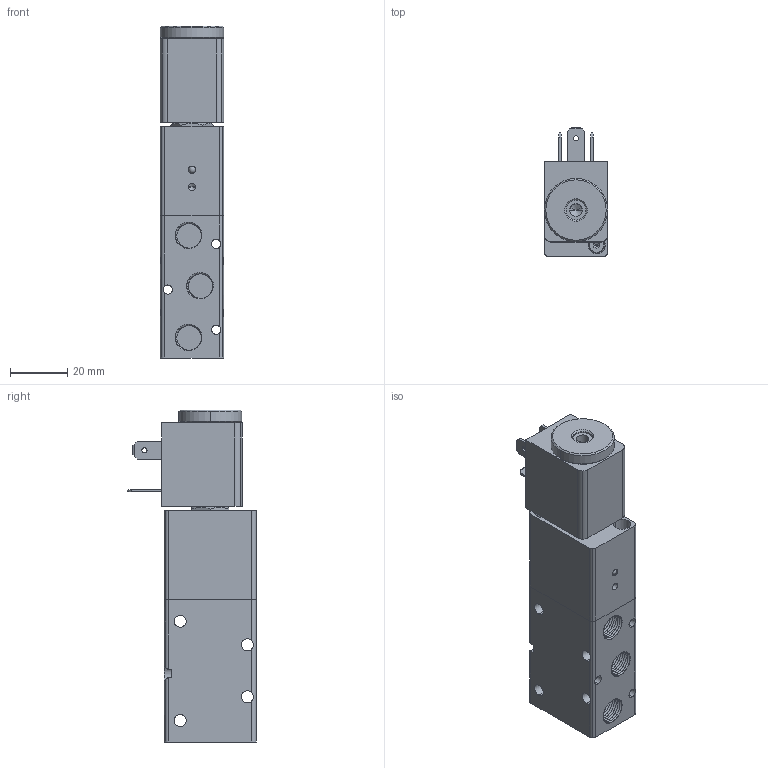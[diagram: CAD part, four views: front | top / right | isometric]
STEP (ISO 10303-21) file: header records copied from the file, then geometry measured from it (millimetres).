
FILE_DESCRIPTION((''),'2;1');
FILE_NAME('00_063_3.stp','2003-01-02T16:55:18',('Branislav Petkovic'),('AZ Pneumatica'),'AutoCAD STEP 2000i','AutoCAD 2000i','Via J. F. Kennedy, 26, 20020 Misinto (MI), ITALY');
FILE_SCHEMA(('CONFIG_CONTROL_DESIGN'));
Length unit declared in the file: millimetre
Products named in the file (11): 00_063_3; 521 TELO; PART1A; MAGNET; PART1; X21 OPRUGA DUZA; PART2; X21 KOTVA KRATKA; PART2A; STEZAC; PODLOSKA
Assembly tree (10 placements, depth 3):
  00_063_3
    521 TELO
      PART1A
    MAGNET
      PART1
    X21 OPRUGA DUZA
      PART2
    X21 KOTVA KRATKA
      PART2A
      STEZAC
      PODLOSKA
Bounding box: 22 x 45.09 x 115.5 mm (x, y, z)
Surface area: 24022.5 mm2 (no closed solid volume)
Topology: 0 solids, 7 shells, 394 faces, 1042 edges, 666 vertices
Faces by surface type: cylinder 209, plane 117, cone 44, bspline 14, torus 8, sphere 2
Entity records: 27771 total; most frequent: CARTESIAN_POINT 17626, ORIENTED_EDGE 2135, DIRECTION 1946, EDGE_CURVE 1101, VERTEX_POINT 731, AXIS2_PLACEMENT_3D 729, VECTOR 488, LINE 488
